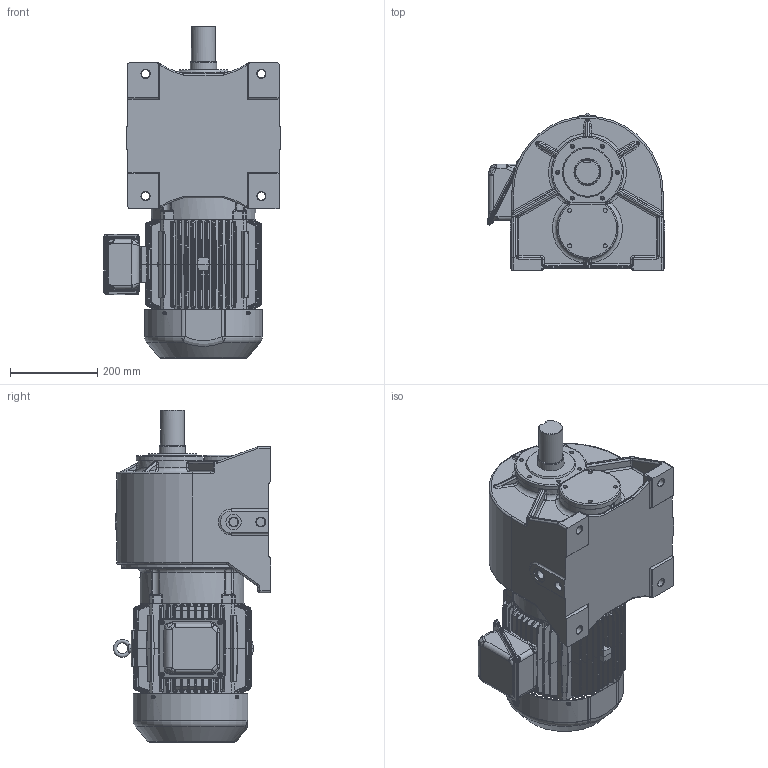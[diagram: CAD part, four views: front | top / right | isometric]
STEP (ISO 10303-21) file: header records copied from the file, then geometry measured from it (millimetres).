
FILE_DESCRIPTION(/* description */ ('Unknown'),/* implementation_level */ '2;1');
FILE_NAME(/* name */ 'EK2DO07180_F_7.5_kW_R30_CUSTOMER',/* time_stamp */ '2019-06-24T10:46:12+09:00',/* author */ ('Unknown'),/* organization */ ('Unknown'),/* preprocessor_version */ 'ST-DEVELOPER v16.7',/* originating_system */ 'DEX',/* authorisation */ $);
FILE_SCHEMA (('AUTOMOTIVE_DESIGN {1 0 10303 214 3 1 1}'));
Products named in the file (19): EK2DO07180_F_7.5_kW_R30_CUSTOMER; DKA0100014_DGKC0078_Casing_CUSTOMER; DKA0800199H001_DGKC3794(5.5~7.5KW_1_30_Motor Bracket)_CUSTOMER; DKA0700002_DGKD0267; DKD0300001_DGKD4095; DKD0300002_DGKD4096; 4-4 FR.132M ROUND FRAME_CUSTOMER; 1-4 FR.132M ROUND FRAME+嬴檜r; FR.132M_ROUND_DMA0300849; M10_嬴檜; 2-1 �ݺ��� �����+��켓+후드+볼트; DSMW10386_饶3; M5x8_饶靛; 3-1 FR.100~132 繹っ 欽; DSMW10140_欽濠4; DSMW10141_ī1; 陛蝶鰍_; ~FR.132 炼赋杭飘柬姼_旎る矂
Assembly tree (24 placements, depth 4):
  EK2DO07180_F_7.5_kW_R30_CUSTOMER
    DKA0100014_DGKC0078_Casing_CUSTOMER
    DKA0800199H001_DGKC3794(5.5~7.5KW_1_30_Motor Bracket)_CUSTOMER
    DKA0700002_DGKD0267
    DKD0300001_DGKD4095
    DKD0300002_DGKD4096
    4-4 FR.132M ROUND FRAME_CUSTOMER
      1-4 FR.132M ROUND FRAME+嬴檜r
        FR.132M_ROUND_DMA0300849
        M10_嬴檜
      2-1 �ݺ��� �����+��켓+후드+볼트
        DSMW10386_饶3
        M5x8_饶靛  x4
      3-1 FR.100~132 繹っ 欽
        DSMW10140_欽濠4
        DSMW10141_ī1
        陛蝶鰍_
        ~FR.132 炼赋杭飘柬姼_旎る矂  x4
        陛蝶鰍_
Bounding box: 406.42 x 360.5 x 759.95 mm (x, y, z)
Volume: 42292756.7 mm3; surface area: 1955292.3 mm2
Topology: 20 solids, 20 shells, 4845 faces, 12994 edges, 8192 vertices
Faces by surface type: cylinder 1897, plane 1869, bspline 782, torus 141, cone 115, sphere 41
Full cylindrical faces by diameter (mm): 2.6 x4, 4.917 x8, 5 x8, 6 x4, 6.647 x34, 7 x12, 7.7 x1, 8 x8, 8.376 x2, 9 x11, 10 x9, 10.106 x12, 10.5 x4, 12 x6, 13.835 x2, 19 x4, 19.294 x1, 19.793 x1, 20 x7, 20.376 x2, 22 x1, 35 x1, 42 x1, 55 x2, 60 x1, 62 x1, 70 x1, 80 x1, 82 x1, 90 x1
Entity records: 157464 total; most frequent: CARTESIAN_POINT 42623, ORIENTED_EDGE 24354, DIRECTION 23099, EDGE_CURVE 12177, AXIS2_PLACEMENT_3D 8385, VERTEX_POINT 7823, LINE 6329, VECTOR 6329
